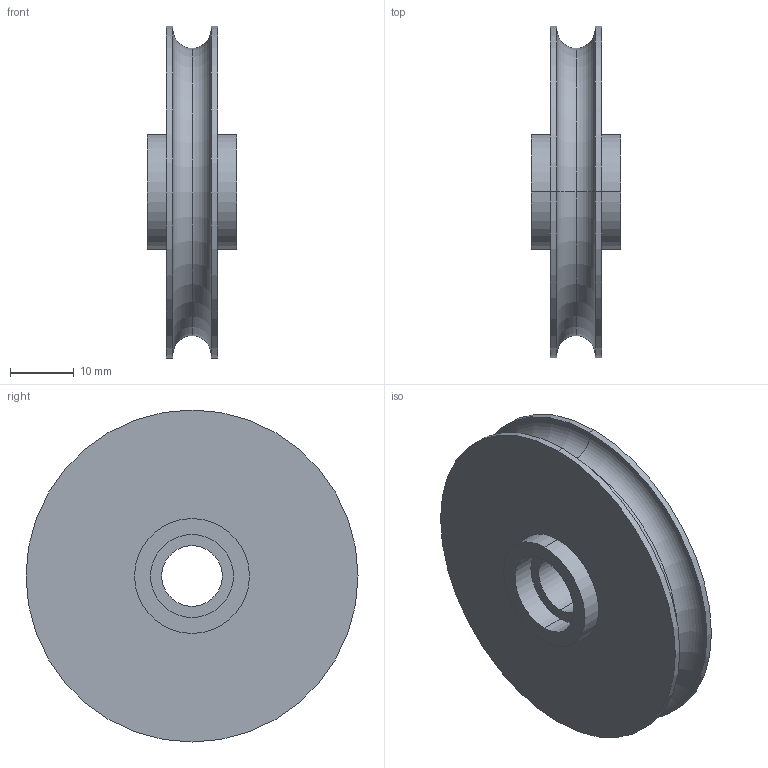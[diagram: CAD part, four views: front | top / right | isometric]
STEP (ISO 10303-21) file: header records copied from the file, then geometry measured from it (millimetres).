
FILE_DESCRIPTION (( 'STEP AP214' ), '1' );
FILE_NAME ('PER3-USI-005A-ROUE LIBRE.STEP', '2021-07-29T06:53:50', ( '' ), ( '' ), 'SwSTEP 2.0', 'SolidWorks 2021', '' );
FILE_SCHEMA (( 'AUTOMOTIVE_DESIGN' ));
Length unit declared in the file: millimetre
Products named in the file (1): PER3-USI-005A-ROUE LIBRE
Bounding box: 14 x 52 x 52 mm (x, y, z)
Volume: 14453.9 mm3; surface area: 6825.2 mm2
Topology: 1 solids, 1 shells, 26 faces, 52 edges, 34 vertices
Faces by surface type: cylinder 14, plane 8, torus 4
Entity records: 736 total; most frequent: DIRECTION 144, CARTESIAN_POINT 113, ORIENTED_EDGE 104, AXIS2_PLACEMENT_3D 65, EDGE_CURVE 52, CIRCLE 38, VERTEX_POINT 34, EDGE_LOOP 34
